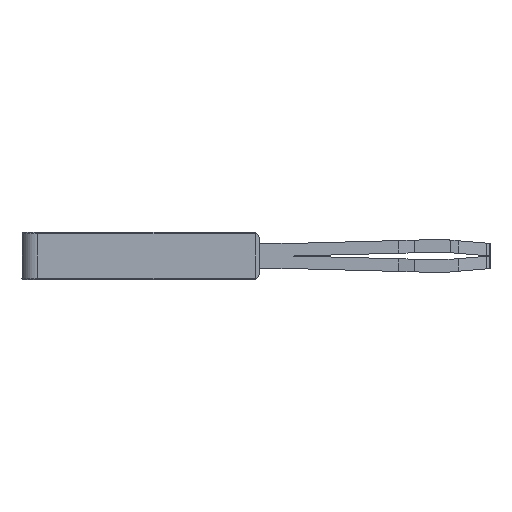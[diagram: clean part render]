
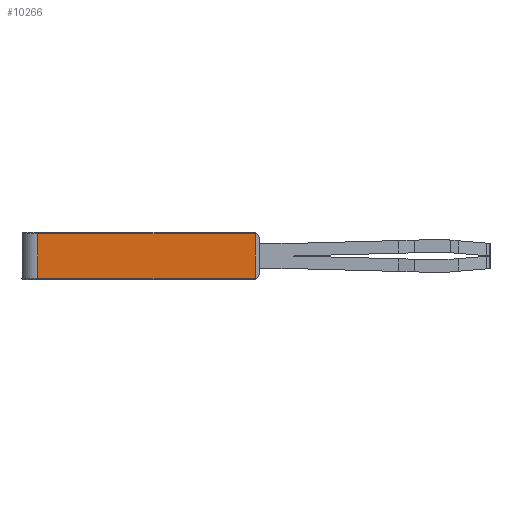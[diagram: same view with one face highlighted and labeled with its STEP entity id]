
A CAD part, left-side view. The second image highlights one B-rep face of the part: STEP entity #10266.
In plain terms, the highlighted planar face has unit normal (-1, 0, 0).
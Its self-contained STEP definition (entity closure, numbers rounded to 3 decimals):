
#1580=CARTESIAN_POINT('',(-72.95,-6.3,-1.4));
#1582=CARTESIAN_POINT('',(-72.95,-6.3,1.4));
#1595=DIRECTION('',(0.,1.,0.));
#1596=VECTOR('',#1595,13.8);
#1597=CARTESIAN_POINT('',(-72.95,-6.3,-1.4));
#1598=LINE('',#1597,#1596);
#1599=DIRECTION('',(0.,-1.,0.));
#1600=VECTOR('',#1599,13.8);
#1601=CARTESIAN_POINT('',(-72.95,7.5,1.4));
#1602=LINE('',#1601,#1600);
#1603=DIRECTION('',(0.,0.,-1.));
#1604=VECTOR('',#1603,2.8);
#1605=CARTESIAN_POINT('',(-72.95,-6.3,1.4));
#1606=LINE('',#1605,#1604);
#1616=DIRECTION('',(0.,0.,-1.));
#1617=VECTOR('',#1616,2.8);
#1618=CARTESIAN_POINT('',(-72.95,7.5,1.4));
#1619=LINE('',#1618,#1617);
#7341=CARTESIAN_POINT('',(-72.95,7.5,1.4));
#7342=VERTEX_POINT('',#7341);
#7356=VERTEX_POINT('',#1580);
#7357=VERTEX_POINT('',#1582);
#7360=CARTESIAN_POINT('',(-72.95,7.5,-1.4));
#7361=VERTEX_POINT('',#7360);
#10253=CARTESIAN_POINT('',(-72.95,0.6,0.));
#10254=DIRECTION('',(1.,0.,0.));
#10255=DIRECTION('',(0.,-1.,0.));
#10256=AXIS2_PLACEMENT_3D('',#10253,#10254,#10255);
#10257=PLANE('',#10256);
#10258=ORIENTED_EDGE('',*,*,#10231,.T.);
#10260=ORIENTED_EDGE('',*,*,#10259,.F.);
#10262=ORIENTED_EDGE('',*,*,#10261,.T.);
#10263=ORIENTED_EDGE('',*,*,#10242,.T.);
#10264=EDGE_LOOP('',(#10258,#10260,#10262,#10263));
#10265=FACE_OUTER_BOUND('',#10264,.F.);
#10266=ADVANCED_FACE('',(#10265),#10257,.F.);
#10231=EDGE_CURVE('',#7356,#7361,#1598,.T.);
#10242=EDGE_CURVE('',#7357,#7356,#1606,.T.);
#10259=EDGE_CURVE('',#7342,#7361,#1619,.T.);
#10261=EDGE_CURVE('',#7342,#7357,#1602,.T.);
